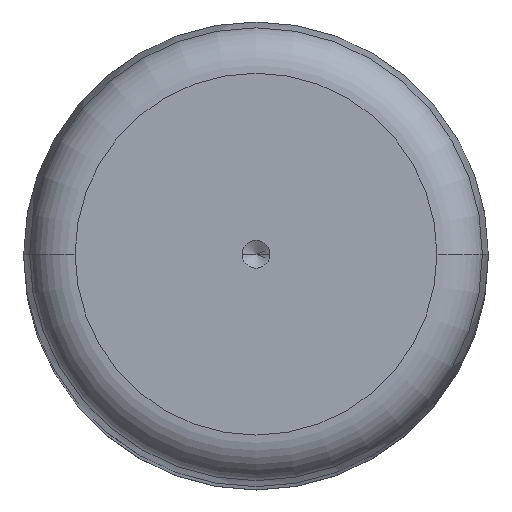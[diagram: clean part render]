
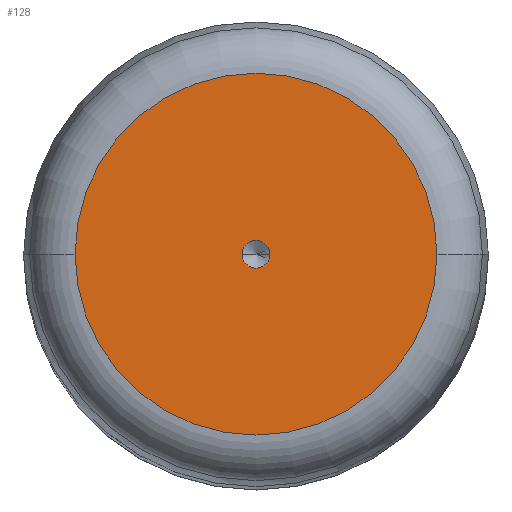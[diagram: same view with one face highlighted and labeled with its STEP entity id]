
A CAD part, top view. The second image highlights one B-rep face of the part: STEP entity #128.
In plain terms, the highlighted planar face has unit normal (0, 0, 1).
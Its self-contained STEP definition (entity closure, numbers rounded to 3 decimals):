
#7 = DIRECTION ( 'NONE',  ( 0., 0., 1. ) ) ;
#48 = PLANE ( 'NONE',  #593 ) ;
#57 = CARTESIAN_POINT ( 'NONE',  ( 19.467, 0., 220. ) ) ;
#61 = DIRECTION ( 'NONE',  ( 1., 0., 0. ) ) ;
#128 = ADVANCED_FACE ( 'NONE', ( #650, #552 ), #48, .T. ) ;
#134 = ORIENTED_EDGE ( 'NONE', *, *, #374, .T. ) ;
#137 = CARTESIAN_POINT ( 'NONE',  ( 0., 0., 220. ) ) ;
#144 = DIRECTION ( 'NONE',  ( 1., 0., 0. ) ) ;
#148 = EDGE_LOOP ( 'NONE', ( #443, #134 ) ) ;
#183 = AXIS2_PLACEMENT_3D ( 'NONE', #200, #602, #144 ) ;
#200 = CARTESIAN_POINT ( 'NONE',  ( 0., 0., 220. ) ) ;
#208 = EDGE_CURVE ( 'NONE', #415, #672, #302, .T. ) ;
#210 = DIRECTION ( 'NONE',  ( 0., 0., 1. ) ) ;
#211 = DIRECTION ( 'NONE',  ( 0., 0., 1. ) ) ;
#218 = DIRECTION ( 'NONE',  ( 1., 0., 0. ) ) ;
#237 = CIRCLE ( 'NONE', #485, 1.5 ) ;
#288 = EDGE_CURVE ( 'NONE', #610, #648, #524, .T. ) ;
#298 = EDGE_CURVE ( 'NONE', #672, #415, #237, .T. ) ;
#302 = CIRCLE ( 'NONE', #183, 1.5 ) ;
#313 = DIRECTION ( 'NONE',  ( 1., 0., 0. ) ) ;
#343 = ORIENTED_EDGE ( 'NONE', *, *, #208, .F. ) ;
#374 = EDGE_CURVE ( 'NONE', #648, #610, #434, .T. ) ;
#414 = DIRECTION ( 'NONE',  ( 1., 0., 0. ) ) ;
#415 = VERTEX_POINT ( 'NONE', #449 ) ;
#419 = CARTESIAN_POINT ( 'NONE',  ( 0., 0., 220. ) ) ;
#424 = AXIS2_PLACEMENT_3D ( 'NONE', #137, #7, #61 ) ;
#434 = CIRCLE ( 'NONE', #491, 19.467 ) ;
#443 = ORIENTED_EDGE ( 'NONE', *, *, #288, .T. ) ;
#449 = CARTESIAN_POINT ( 'NONE',  ( 1.5, 0., 220. ) ) ;
#452 = CARTESIAN_POINT ( 'NONE',  ( 0., 0., 220. ) ) ;
#458 = ORIENTED_EDGE ( 'NONE', *, *, #298, .F. ) ;
#477 = CARTESIAN_POINT ( 'NONE',  ( -1.5, 0., 220. ) ) ;
#483 = CARTESIAN_POINT ( 'NONE',  ( -19.467, 0., 220. ) ) ;
#485 = AXIS2_PLACEMENT_3D ( 'NONE', #579, #210, #313 ) ;
#491 = AXIS2_PLACEMENT_3D ( 'NONE', #452, #211, #414 ) ;
#521 = DIRECTION ( 'NONE',  ( 0., 0., 1. ) ) ;
#524 = CIRCLE ( 'NONE', #424, 19.467 ) ;
#552 = FACE_OUTER_BOUND ( 'NONE', #148, .T. ) ;
#579 = CARTESIAN_POINT ( 'NONE',  ( 0., 0., 220. ) ) ;
#593 = AXIS2_PLACEMENT_3D ( 'NONE', #419, #521, #218 ) ;
#602 = DIRECTION ( 'NONE',  ( 0., 0., 1. ) ) ;
#610 = VERTEX_POINT ( 'NONE', #57 ) ;
#648 = VERTEX_POINT ( 'NONE', #483 ) ;
#650 = FACE_BOUND ( 'NONE', #671, .T. ) ;
#671 = EDGE_LOOP ( 'NONE', ( #343, #458 ) ) ;
#672 = VERTEX_POINT ( 'NONE', #477 ) ;
